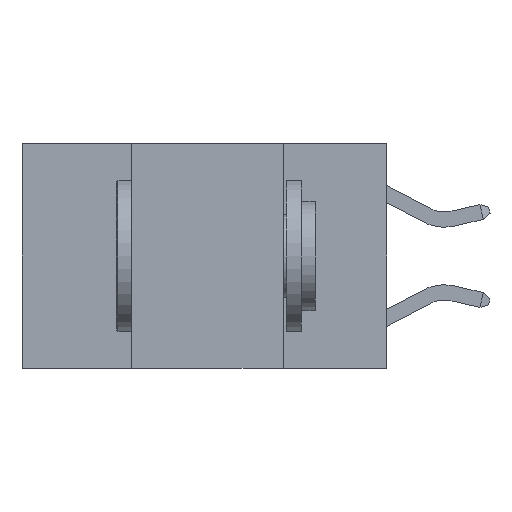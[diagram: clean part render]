
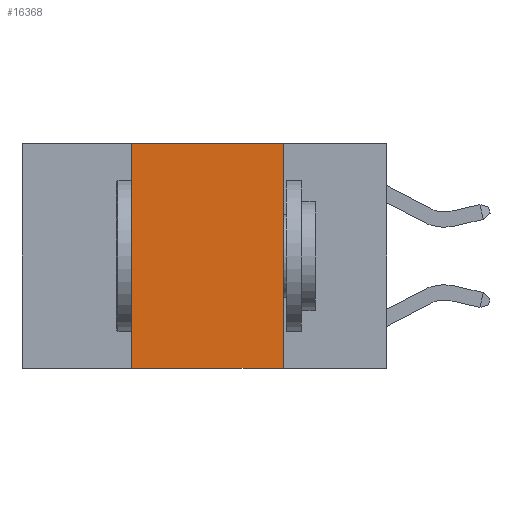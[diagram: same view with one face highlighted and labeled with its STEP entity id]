
A CAD part, left-side view. The second image highlights one B-rep face of the part: STEP entity #16368.
In plain terms, the highlighted planar face has unit normal (-1, 0, 0).
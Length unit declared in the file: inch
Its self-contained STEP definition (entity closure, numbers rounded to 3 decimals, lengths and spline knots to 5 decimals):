
#559 = CARTESIAN_POINT ( 'NONE',  ( 0., 0.42, 0. ) ) ;
#3155 = FACE_OUTER_BOUND ( 'NONE', #6181, .T. ) ;
#3205 = EDGE_CURVE ( 'NONE', #8519, #22402, #13283, .T. ) ;
#3402 = ORIENTED_EDGE ( 'NONE', *, *, #17956, .F. ) ;
#3429 = VECTOR ( 'NONE', #10582, 39.37008 ) ;
#4047 = VERTEX_POINT ( 'NONE', #31273 ) ;
#4190 = ORIENTED_EDGE ( 'NONE', *, *, #12057, .F. ) ;
#4441 = CARTESIAN_POINT ( 'NONE',  ( 0., 0.6, -0.37 ) ) ;
#4682 = DIRECTION ( 'NONE',  ( 1., 0., 0. ) ) ;
#6077 = VECTOR ( 'NONE', #25616, 39.37008 ) ;
#6144 = CARTESIAN_POINT ( 'NONE',  ( 0., 0.6, 0. ) ) ;
#6181 = EDGE_LOOP ( 'NONE', ( #3402, #4190, #17192, #30092 ) ) ;
#8191 = CARTESIAN_POINT ( 'NONE',  ( 0., 0.42, -0.37 ) ) ;
#8519 = VERTEX_POINT ( 'NONE', #8191 ) ;
#10582 = DIRECTION ( 'NONE',  ( 0., 0., -1. ) ) ;
#11963 = CARTESIAN_POINT ( 'NONE',  ( 0., 0.6, 0. ) ) ;
#12057 = EDGE_CURVE ( 'NONE', #4047, #14112, #12557, .T. ) ;
#12557 = LINE ( 'NONE', #6144, #6077 ) ;
#13283 = LINE ( 'NONE', #4441, #19782 ) ;
#14112 = VERTEX_POINT ( 'NONE', #29522 ) ;
#16368 = ADVANCED_FACE ( 'NONE', ( #3155 ), #26523, .F. ) ;
#17192 = ORIENTED_EDGE ( 'NONE', *, *, #25246, .F. ) ;
#17927 = CARTESIAN_POINT ( 'NONE',  ( 0., 0.17, 0. ) ) ;
#17956 = EDGE_CURVE ( 'NONE', #14112, #22402, #28634, .T. ) ;
#19782 = VECTOR ( 'NONE', #21412, 39.37008 ) ;
#20097 = DIRECTION ( 'NONE',  ( 0., 0., 1. ) ) ;
#20706 = LINE ( 'NONE', #559, #26408 ) ;
#21412 = DIRECTION ( 'NONE',  ( 0., -1., 0. ) ) ;
#21734 = DIRECTION ( 'NONE',  ( 0., 0., -1. ) ) ;
#22402 = VERTEX_POINT ( 'NONE', #22912 ) ;
#22912 = CARTESIAN_POINT ( 'NONE',  ( 0., 0.17, -0.37 ) ) ;
#24222 = AXIS2_PLACEMENT_3D ( 'NONE', #11963, #4682, #21734 ) ;
#25246 = EDGE_CURVE ( 'NONE', #8519, #4047, #20706, .T. ) ;
#25616 = DIRECTION ( 'NONE',  ( 0., -1., 0. ) ) ;
#26408 = VECTOR ( 'NONE', #20097, 39.37008 ) ;
#26523 = PLANE ( 'NONE',  #24222 ) ;
#28634 = LINE ( 'NONE', #17927, #3429 ) ;
#29522 = CARTESIAN_POINT ( 'NONE',  ( 0., 0.17, 0. ) ) ;
#30092 = ORIENTED_EDGE ( 'NONE', *, *, #3205, .T. ) ;
#31273 = CARTESIAN_POINT ( 'NONE',  ( 0., 0.42, 0. ) ) ;
